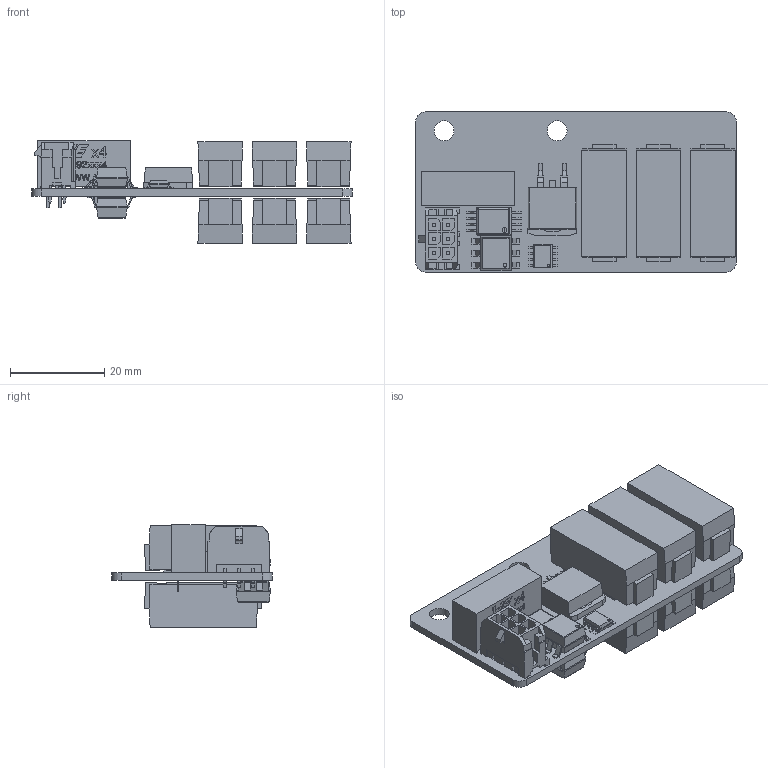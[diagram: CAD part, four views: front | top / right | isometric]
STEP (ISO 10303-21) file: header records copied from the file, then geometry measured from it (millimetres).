
FILE_DESCRIPTION(('Open CASCADE Model'),'2;1');
FILE_NAME('Open CASCADE Shape Model','2024-01-28T21:47:02',('Author'),( 'Open CASCADE'),'Open CASCADE STEP processor 7.5','Open CASCADE 7.5' ,'Unknown');
FILE_SCHEMA(('AUTOMOTIVE_DESIGN { 1 0 10303 214 1 1 1 1 }'));
Length unit declared in the file: millimetre
Products named in the file (25): Open CASCADE STEP translator 7.5 1135; Open CASCADE STEP translator 7.5 1136; Open CASCADE STEP translator 7.5 1137; Open CASCADE STEP translator 7.5 1138; Open CASCADE STEP translator 7.5 1139; Open CASCADE STEP translator 7.5 1140; Open CASCADE STEP translator 7.5 1141; Open CASCADE STEP translator 7.5 1142; Open CASCADE STEP translator 7.5 1143; Open CASCADE STEP translator 7.5 1144; Open CASCADE STEP translator 7.5 1145; Open CASCADE STEP translator 7.5 1146; Open CASCADE STEP translator 7.5 1147; Open CASCADE STEP translator 7.5 1148; Open CASCADE STEP translator 7.5 1149; Open CASCADE STEP translator 7.5 1150; Open CASCADE STEP translator 7.5 1151; Open CASCADE STEP translator 7.5 1152; Open CASCADE STEP translator 7.5 1153; Open CASCADE STEP translator 7.5 1154; Open CASCADE STEP translator 7.5 1155; Open CASCADE STEP translator 7.5 1156; Open CASCADE STEP translator 7.5 1157; Open CASCADE STEP translator 7.5 1158; Open CASCADE STEP translator 7.5 1159
Bounding box: 68 x 34 x 21.84 mm (x, y, z)
Volume: 18671.8 mm3; surface area: 14758 mm2
Topology: 47 solids, 47 shells, 1336 faces, 3463 edges, 2287 vertices
Faces by surface type: plane 1086, cylinder 202, bspline 32, sphere 12, cone 4
Full cylindrical faces by diameter (mm): 0.812 x2, 1 x4, 1.2 x8, 4.2 x2
Entity records: 43214 total; most frequent: CARTESIAN_POINT 8100, ORIENTED_EDGE 6882, DIRECTION 6382, EDGE_CURVE 3441, LINE 2972, VECTOR 2972, VERTEX_POINT 2247, AXIS2_PLACEMENT_3D 1705
